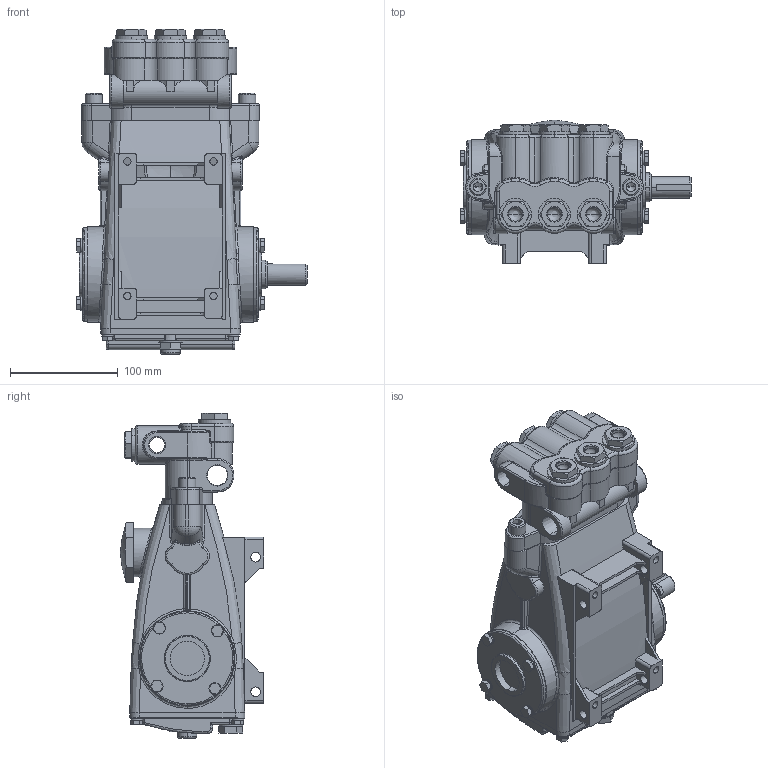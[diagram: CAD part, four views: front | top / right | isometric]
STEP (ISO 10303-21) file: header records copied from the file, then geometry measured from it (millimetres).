
FILE_DESCRIPTION (( 'STEP AP214' ), '1' );
FILE_NAME ('30.STEP', '2017-12-04T14:59:44', ( '' ), ( '' ), 'SwSTEP 2.0', 'SolidWorks 2017', '' );
FILE_SCHEMA (( 'AUTOMOTIVE_DESIGN' ));
Length unit declared in the file: inch
Products named in the file (1): 30
Bounding box: 214 x 133.35 x 302.39 mm (x, y, z)
Surface area: 213920.2 mm2 (no closed solid volume)
Topology: 0 solids, 16 shells, 1041 faces, 2838 edges, 1714 vertices
Faces by surface type: plane 389, cylinder 312, bspline 150, torus 113, cone 55, sphere 22
Entity records: 53508 total; most frequent: CARTESIAN_POINT 15007, DIRECTION 5195, ORIENTED_EDGE 5174, EDGE_CURVE 2802, AXIS2_PLACEMENT_3D 2012, VERTEX_POINT 1701, LINE 1171, VECTOR 1171
